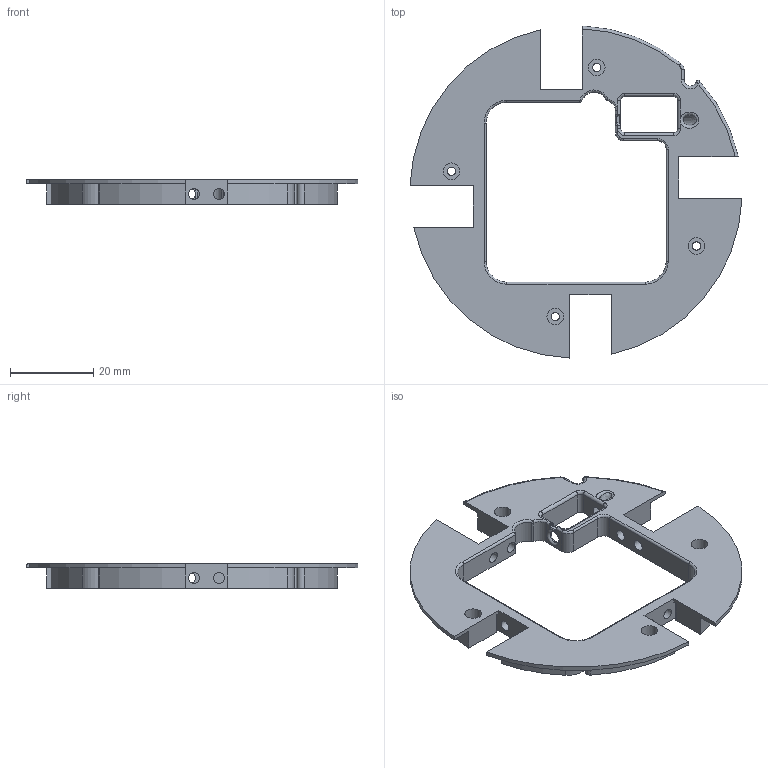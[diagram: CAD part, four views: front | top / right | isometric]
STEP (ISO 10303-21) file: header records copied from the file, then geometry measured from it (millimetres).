
FILE_DESCRIPTION(/* description */ (''),/* implementation_level */ '2;1');
FILE_NAME(/* name */ 'BIRDS-X Antenna Deployment Mechanism v1.step',/* time_stamp */ '2024-05-08T16:29:22+09:00',/* author */ (''),/* organization */ (''),/* preprocessor_version */ 'ST-DEVELOPER v20',/* originating_system */ 'Autodesk Translation Framework v12.20.1.177',/* authorisation */ '');
FILE_SCHEMA (('AUTOMOTIVE_DESIGN { 1 0 10303 214 3 1 1 }'));
Length unit declared in the file: millimetre
Products named in the file (1): 20240116old designBIRDS-X Antenna Deployment Mechanism
Bounding box: 79.94 x 79.94 x 6 mm (x, y, z)
Volume: 9659.1 mm3; surface area: 9320.4 mm2
Topology: 1 solids, 1 shells, 170 faces, 451 edges, 283 vertices
Faces by surface type: cylinder 86, plane 52, torus 23, bspline 7, sphere 2
Full cylindrical faces by diameter (mm): 2 x4, 2.62 x8, 4 x4
Entity records: 5731 total; most frequent: CARTESIAN_POINT 1286, DIRECTION 974, ORIENTED_EDGE 900, EDGE_CURVE 450, AXIS2_PLACEMENT_3D 373, VERTEX_POINT 283, LINE 228, VECTOR 228
